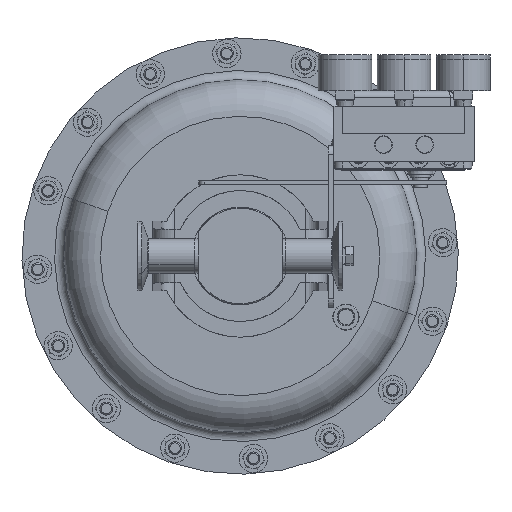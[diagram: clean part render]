
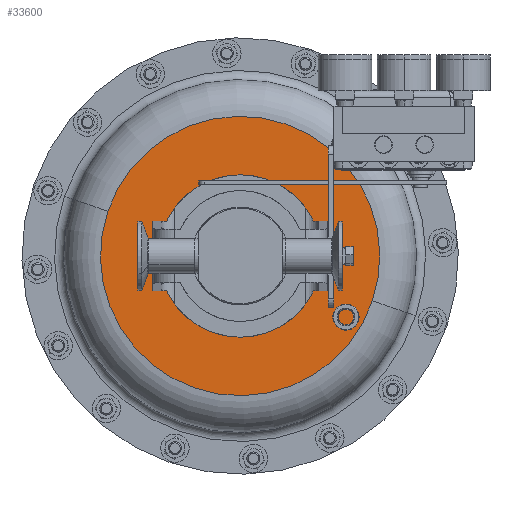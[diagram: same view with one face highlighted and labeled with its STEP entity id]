
A CAD part, front view. The second image highlights one B-rep face of the part: STEP entity #33600.
In plain terms, the highlighted planar face has unit normal (0, -1, 0).
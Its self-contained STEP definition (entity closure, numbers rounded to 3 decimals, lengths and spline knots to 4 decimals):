
#372 = VERTEX_POINT ( 'NONE', #9895 ) ;
#1163 = AXIS2_PLACEMENT_3D ( 'NONE', #20752, #86809, #102500 ) ;
#9895 = CARTESIAN_POINT ( 'NONE',  ( 3.7877, 10.4865, -1.2858 ) ) ;
#12055 = FACE_OUTER_BOUND ( 'NONE', #80915, .T. ) ;
#17442 = AXIS2_PLACEMENT_3D ( 'NONE', #20847, #104355, #71157 ) ;
#20752 = CARTESIAN_POINT ( 'NONE',  ( 0., 10.4865, 0. ) ) ;
#20847 = CARTESIAN_POINT ( 'NONE',  ( -1.2858, 10.4865, -3.7877 ) ) ;
#33600 = ADVANCED_FACE ( 'NONE', ( #12055 ), #44424, .T. ) ;
#34947 = EDGE_CURVE ( 'NONE', #43031, #372, #75706, .T. ) ;
#43031 = VERTEX_POINT ( 'NONE', #55432 ) ;
#44424 = PLANE ( 'NONE',  #17442 ) ;
#55432 = CARTESIAN_POINT ( 'NONE',  ( -3.7877, 10.4865, 1.2858 ) ) ;
#56734 = ORIENTED_EDGE ( 'NONE', *, *, #71438, .F. ) ;
#65777 = DIRECTION ( 'NONE',  ( 0., 1., 0. ) ) ;
#71157 = DIRECTION ( 'NONE',  ( -0.947, 0., 0.321 ) ) ;
#71438 = EDGE_CURVE ( 'NONE', #372, #43031, #95372, .T. ) ;
#75706 = CIRCLE ( 'NONE', #1163, 4. ) ;
#80915 = EDGE_LOOP ( 'NONE', ( #56734, #84051 ) ) ;
#84051 = ORIENTED_EDGE ( 'NONE', *, *, #34947, .F. ) ;
#84287 = AXIS2_PLACEMENT_3D ( 'NONE', #98359, #65777, #90482 ) ;
#86809 = DIRECTION ( 'NONE',  ( 0., 1., 0. ) ) ;
#90482 = DIRECTION ( 'NONE',  ( 0.947, 0., -0.321 ) ) ;
#95372 = CIRCLE ( 'NONE', #84287, 4. ) ;
#98359 = CARTESIAN_POINT ( 'NONE',  ( 0., 10.4865, 0. ) ) ;
#102500 = DIRECTION ( 'NONE',  ( 0.947, 0., -0.321 ) ) ;
#104355 = DIRECTION ( 'NONE',  ( 0., -1., 0. ) ) ;
